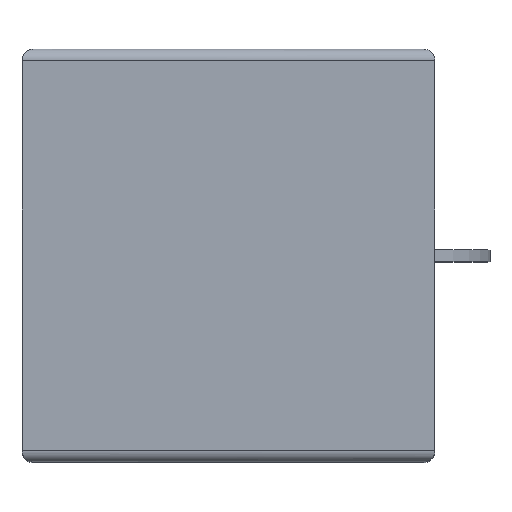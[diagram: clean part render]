
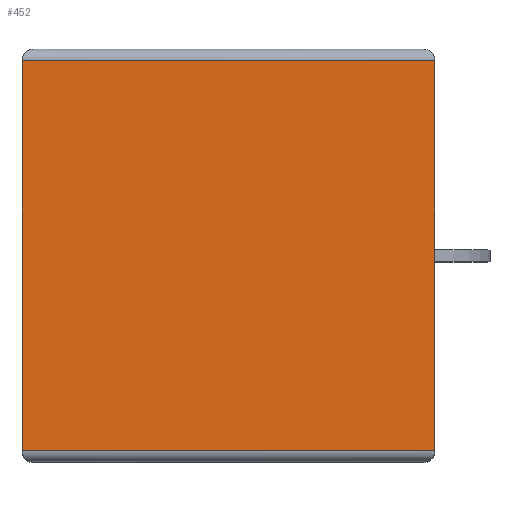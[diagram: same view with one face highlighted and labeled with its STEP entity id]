
A CAD part, top view. The second image highlights one B-rep face of the part: STEP entity #452.
In plain terms, the highlighted planar face has unit normal (0, 0, 1).
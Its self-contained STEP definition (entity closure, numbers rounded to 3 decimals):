
#452=ADVANCED_FACE('',(#1047),#1048,.T.);
#1047=FACE_OUTER_BOUND('',#1837,.T.);
#1048=PLANE('',#1838);
#1837=EDGE_LOOP('',(#2812,#2813,#2814,#2815));
#1838=AXIS2_PLACEMENT_3D('',#2816,#2817,#2818);
#2812=ORIENTED_EDGE('',*,*,#5019,.T.);
#2813=ORIENTED_EDGE('',*,*,#5042,.F.);
#2814=ORIENTED_EDGE('',*,*,#5043,.T.);
#2815=ORIENTED_EDGE('',*,*,#5040,.T.);
#2816=CARTESIAN_POINT('',(90.0,45.0,93.0));
#2817=DIRECTION('',(0.0,-0.0,1.0));
#2818=DIRECTION('',(0.0,1.0,0.0));
#5019=EDGE_CURVE('',#6016,#6024,#6033,.T.);
#5040=EDGE_CURVE('',#6050,#6016,#6062,.T.);
#5042=EDGE_CURVE('',#6055,#6024,#6064,.T.);
#5043=EDGE_CURVE('',#6055,#6050,#6065,.T.);
#6016=VERTEX_POINT('',#7480);
#6024=VERTEX_POINT('',#7490);
#6033=LINE('',#7501,#7502);
#6050=VERTEX_POINT('',#7525);
#6055=VERTEX_POINT('',#7531);
#6062=LINE('',#7541,#7542);
#6064=LINE('',#7544,#7545);
#6065=LINE('',#7546,#7547);
#7480=CARTESIAN_POINT('',(0.0,87.5,93.0));
#7490=CARTESIAN_POINT('',(0.0,2.5,93.0));
#7501=CARTESIAN_POINT('',(0.0,2.5,93.0));
#7502=VECTOR('',#9692,1.0);
#7525=CARTESIAN_POINT('',(90.0,87.5,93.0));
#7531=CARTESIAN_POINT('',(90.0,2.5,93.0));
#7541=CARTESIAN_POINT('',(90.0,87.5,93.0));
#7542=VECTOR('',#9715,1.0);
#7544=CARTESIAN_POINT('',(90.0,2.5,93.0));
#7545=VECTOR('',#9716,1.0);
#7546=CARTESIAN_POINT('',(90.0,2.5,93.0));
#7547=VECTOR('',#9717,1.0);
#9692=DIRECTION('',(-0.0,-1.0,-0.0));
#9715=DIRECTION('',(-1.0,0.0,0.0));
#9716=DIRECTION('',(-1.0,0.0,0.0));
#9717=DIRECTION('',(0.0,1.0,0.0));
